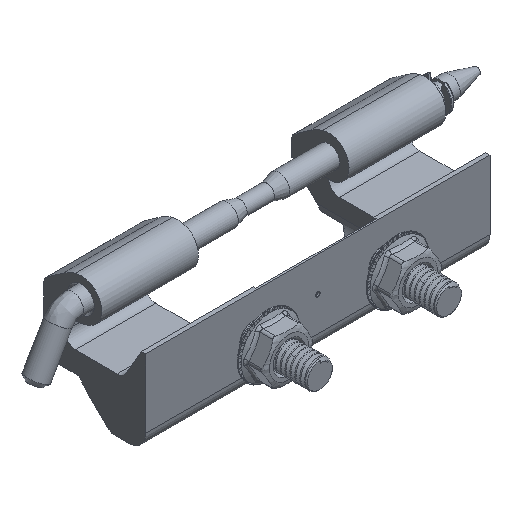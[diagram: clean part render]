
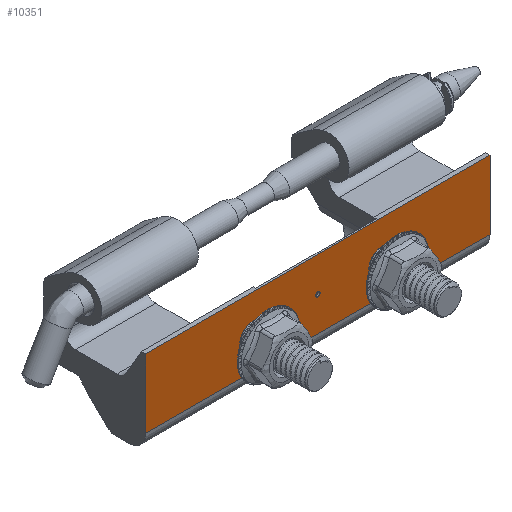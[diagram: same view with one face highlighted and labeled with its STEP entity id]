
A CAD part, isometric view. The second image highlights one B-rep face of the part: STEP entity #10351.
In plain terms, the highlighted planar face has unit normal (0, -1, 0).
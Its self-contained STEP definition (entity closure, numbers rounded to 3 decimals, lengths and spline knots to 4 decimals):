
#377 = EDGE_CURVE ( 'NONE', #28870, #28870, #35307, .T. ) ;
#730 = EDGE_LOOP ( 'NONE', ( #27428 ) ) ;
#816 = LINE ( 'NONE', #33530, #17458 ) ;
#2322 = CARTESIAN_POINT ( 'NONE',  ( -0.5905, -0.591, -0.492 ) ) ;
#3154 = ORIENTED_EDGE ( 'NONE', *, *, #16146, .F. ) ;
#3227 = AXIS2_PLACEMENT_3D ( 'NONE', #9337, #14034, #28167 ) ;
#4492 = FACE_BOUND ( 'NONE', #35075, .T. ) ;
#4909 = CARTESIAN_POINT ( 'NONE',  ( 1.575, -0.591, -0.768 ) ) ;
#5071 = EDGE_CURVE ( 'NONE', #43490, #46062, #33542, .T. ) ;
#5866 = LINE ( 'NONE', #13176, #14183 ) ;
#6068 = DIRECTION ( 'NONE',  ( 0., 0., -1. ) ) ;
#6617 = VERTEX_POINT ( 'NONE', #39532 ) ;
#6673 = EDGE_LOOP ( 'NONE', ( #23960, #25975, #30041, #3154 ) ) ;
#9337 = CARTESIAN_POINT ( 'NONE',  ( 0.5905, -0.591, -0.492 ) ) ;
#9406 = DIRECTION ( 'NONE',  ( -1., 0., 0. ) ) ;
#9896 = DIRECTION ( 'NONE',  ( 0., -1., 0. ) ) ;
#10351 = ADVANCED_FACE ( 'NONE', ( #18381, #4492, #22158, #32992 ), #32310, .F. ) ;
#10512 = CARTESIAN_POINT ( 'NONE',  ( -0.5905, -0.591, -0.617 ) ) ;
#13176 = CARTESIAN_POINT ( 'NONE',  ( 1.575, -0.591, -0.768 ) ) ;
#13572 = VERTEX_POINT ( 'NONE', #43239 ) ;
#14034 = DIRECTION ( 'NONE',  ( 0., -1., 0. ) ) ;
#14183 = VECTOR ( 'NONE', #9406, 39.3701 ) ;
#14867 = DIRECTION ( 'NONE',  ( 0., 1., 0. ) ) ;
#16082 = DIRECTION ( 'NONE',  ( 0., 0., -1. ) ) ;
#16146 = EDGE_CURVE ( 'NONE', #46062, #39008, #5866, .T. ) ;
#16198 = CIRCLE ( 'NONE', #24466, 0.125 ) ;
#17458 = VECTOR ( 'NONE', #33757, 39.3701 ) ;
#18381 = FACE_BOUND ( 'NONE', #24051, .T. ) ;
#18839 = DIRECTION ( 'NONE',  ( 0., 0., 1. ) ) ;
#19427 = CARTESIAN_POINT ( 'NONE',  ( -1.575, -0.591, -0.768 ) ) ;
#20523 = VECTOR ( 'NONE', #21961, 39.3701 ) ;
#21961 = DIRECTION ( 'NONE',  ( 0., 0., 1. ) ) ;
#22158 = FACE_BOUND ( 'NONE', #730, .T. ) ;
#22255 = AXIS2_PLACEMENT_3D ( 'NONE', #32769, #14867, #18839 ) ;
#22891 = ORIENTED_EDGE ( 'NONE', *, *, #24320, .F. ) ;
#23960 = ORIENTED_EDGE ( 'NONE', *, *, #5071, .F. ) ;
#24051 = EDGE_LOOP ( 'NONE', ( #43088 ) ) ;
#24320 = EDGE_CURVE ( 'NONE', #13572, #13572, #44574, .T. ) ;
#24466 = AXIS2_PLACEMENT_3D ( 'NONE', #2322, #38342, #6068 ) ;
#24867 = CARTESIAN_POINT ( 'NONE',  ( 0., -0.591, -0.473 ) ) ;
#25046 = LINE ( 'NONE', #25497, #20523 ) ;
#25497 = CARTESIAN_POINT ( 'NONE',  ( -1.575, -0.591, -0.768 ) ) ;
#25579 = EDGE_CURVE ( 'NONE', #39008, #6617, #25046, .T. ) ;
#25975 = ORIENTED_EDGE ( 'NONE', *, *, #30454, .F. ) ;
#26482 = DIRECTION ( 'NONE',  ( 0., 0., -1. ) ) ;
#27428 = ORIENTED_EDGE ( 'NONE', *, *, #37060, .F. ) ;
#27797 = AXIS2_PLACEMENT_3D ( 'NONE', #41047, #9896, #16082 ) ;
#28167 = DIRECTION ( 'NONE',  ( 0., 0., -1. ) ) ;
#28870 = VERTEX_POINT ( 'NONE', #24867 ) ;
#28969 = CARTESIAN_POINT ( 'NONE',  ( 1.575, -0.591, -0.138 ) ) ;
#30041 = ORIENTED_EDGE ( 'NONE', *, *, #25579, .F. ) ;
#30454 = EDGE_CURVE ( 'NONE', #6617, #43490, #816, .T. ) ;
#32310 = PLANE ( 'NONE',  #22255 ) ;
#32769 = CARTESIAN_POINT ( 'NONE',  ( 1.575, -0.591, -0.768 ) ) ;
#32992 = FACE_OUTER_BOUND ( 'NONE', #6673, .T. ) ;
#33530 = CARTESIAN_POINT ( 'NONE',  ( 1.575, -0.591, -0.138 ) ) ;
#33542 = LINE ( 'NONE', #37538, #42177 ) ;
#33757 = DIRECTION ( 'NONE',  ( 1., 0., 0. ) ) ;
#35075 = EDGE_LOOP ( 'NONE', ( #22891 ) ) ;
#35307 = CIRCLE ( 'NONE', #27797, 0.02 ) ;
#37060 = EDGE_CURVE ( 'NONE', #42772, #42772, #16198, .T. ) ;
#37538 = CARTESIAN_POINT ( 'NONE',  ( 1.575, -0.591, -0.768 ) ) ;
#38342 = DIRECTION ( 'NONE',  ( 0., -1., 0. ) ) ;
#39008 = VERTEX_POINT ( 'NONE', #19427 ) ;
#39532 = CARTESIAN_POINT ( 'NONE',  ( -1.575, -0.591, -0.138 ) ) ;
#41047 = CARTESIAN_POINT ( 'NONE',  ( 0., -0.591, -0.453 ) ) ;
#42177 = VECTOR ( 'NONE', #26482, 39.3701 ) ;
#42772 = VERTEX_POINT ( 'NONE', #10512 ) ;
#43088 = ORIENTED_EDGE ( 'NONE', *, *, #377, .F. ) ;
#43239 = CARTESIAN_POINT ( 'NONE',  ( 0.5905, -0.591, -0.617 ) ) ;
#43490 = VERTEX_POINT ( 'NONE', #28969 ) ;
#44574 = CIRCLE ( 'NONE', #3227, 0.125 ) ;
#46062 = VERTEX_POINT ( 'NONE', #4909 ) ;
